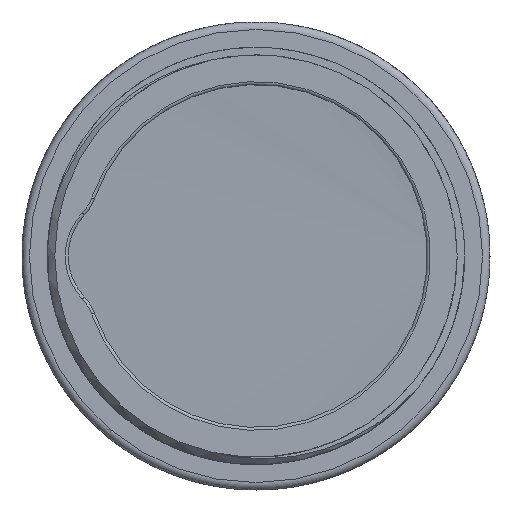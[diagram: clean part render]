
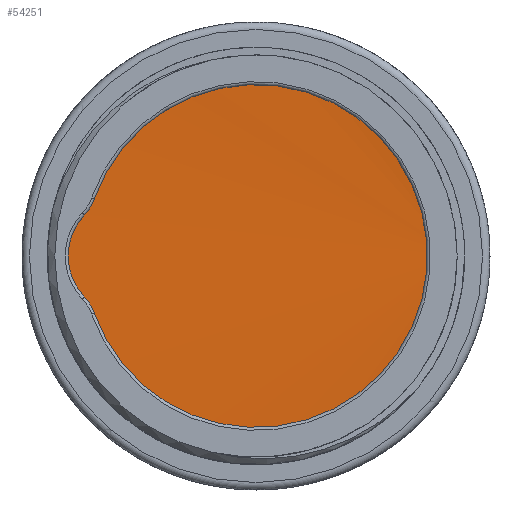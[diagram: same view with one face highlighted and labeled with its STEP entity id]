
A CAD part, left-side view. The second image highlights one B-rep face of the part: STEP entity #54251.
In plain terms, the highlighted cylindrical face has radius 13.5 mm (diameter 27 mm), a full revolution.
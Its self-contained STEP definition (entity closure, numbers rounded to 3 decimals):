
#3273=CIRCLE('',#57552,13.5);
#3804=FACE_OUTER_BOUND('',#7010,.T.);
#7010=EDGE_LOOP('',(#33429,#33430,#33431,#33432));
#10489=B_SPLINE_CURVE_WITH_KNOTS('',3,(#63620,#63621,#63622,#63623,#63624,
#63625,#63626,#63627,#63628,#63629,#63630,#63631,#63632),.UNSPECIFIED.,
 .F.,.F.,(4,1,1,1,1,1,1,1,1,1,4),(4.937,5.42,5.903,
6.386,6.869,7.352,7.835,8.318,
8.801,9.285,9.425),.UNSPECIFIED.);
#17897=LINE('',#62552,#18343);
#17903=LINE('',#62656,#18349);
#18343=VECTOR('',#58986,13.5);
#18349=VECTOR('',#59008,13.5);
#18789=VERTEX_POINT('',#62550);
#18790=VERTEX_POINT('',#62551);
#18798=VERTEX_POINT('',#62655);
#18846=VERTEX_POINT('',#63035);
#24552=EDGE_CURVE('',#18789,#18790,#17897,.T.);
#24566=EDGE_CURVE('',#18798,#18789,#17903,.T.);
#24678=EDGE_CURVE('',#18846,#18790,#10489,.T.);
#24679=EDGE_CURVE('',#18846,#18798,#3273,.T.);
#33429=ORIENTED_EDGE('',*,*,#24552,.T.);
#33430=ORIENTED_EDGE('',*,*,#24678,.F.);
#33431=ORIENTED_EDGE('',*,*,#24679,.T.);
#33432=ORIENTED_EDGE('',*,*,#24566,.T.);
#50489=CYLINDRICAL_SURFACE('',#57551,13.5);
#54251=ADVANCED_FACE('',(#3804),#50489,.T.);
#57551=AXIS2_PLACEMENT_3D('',#63633,#59265,#59266);
#57552=AXIS2_PLACEMENT_3D('',#63634,#59267,#59268);
#58986=DIRECTION('',(1.,0.,0.));
#59008=DIRECTION('',(1.,0.,0.));
#59265=DIRECTION('center_axis',(1.,0.,0.));
#59266=DIRECTION('ref_axis',(0.,1.,0.));
#59267=DIRECTION('center_axis',(1.,0.,0.));
#59268=DIRECTION('ref_axis',(0.,-1.,0.));
#62550=CARTESIAN_POINT('',(0.8,-13.5,0.));
#62551=CARTESIAN_POINT('',(2.,-13.5,0.));
#62552=CARTESIAN_POINT('',(-0.6,-13.5,0.));
#62655=CARTESIAN_POINT('',(0.,-13.5,0.));
#62656=CARTESIAN_POINT('',(-0.6,-13.5,0.));
#63035=CARTESIAN_POINT('',(0.,3.004,13.162));
#63620=CARTESIAN_POINT('Ctrl Pts',(0.,3.004,
13.162));
#63621=CARTESIAN_POINT('Ctrl Pts',(0.072,5.123,
12.678));
#63622=CARTESIAN_POINT('Ctrl Pts',(0.215,9.122,10.668));
#63623=CARTESIAN_POINT('Ctrl Pts',(0.431,13.034,5.209));
#63624=CARTESIAN_POINT('Ctrl Pts',(0.646,13.962,-1.441));
#63625=CARTESIAN_POINT('Ctrl Pts',(0.861,11.695,-7.762));
#63626=CARTESIAN_POINT('Ctrl Pts',(1.076,6.751,-12.306));
#63627=CARTESIAN_POINT('Ctrl Pts',(1.292,0.262,-14.034));
#63628=CARTESIAN_POINT('Ctrl Pts',(1.507,-6.287,-12.55));
#63629=CARTESIAN_POINT('Ctrl Pts',(1.722,-11.397,-8.194));
#63630=CARTESIAN_POINT('Ctrl Pts',(1.887,-13.307,-3.436));
#63631=CARTESIAN_POINT('Ctrl Pts',(1.979,-13.5,-0.631));
#63632=CARTESIAN_POINT('Ctrl Pts',(2.,-13.5,0.));
#63633=CARTESIAN_POINT('Origin',(-0.6,0.,0.));
#63634=CARTESIAN_POINT('Origin',(0.,0.,0.));
